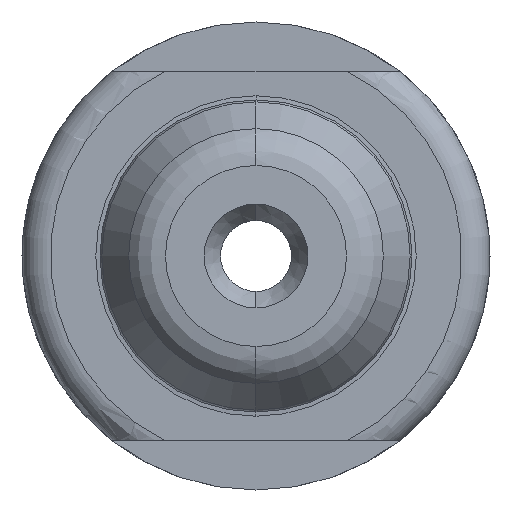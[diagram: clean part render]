
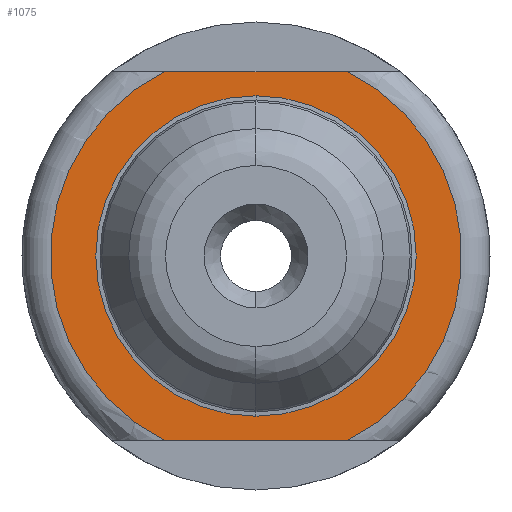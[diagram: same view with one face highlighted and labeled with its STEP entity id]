
A CAD part, left-side view. The second image highlights one B-rep face of the part: STEP entity #1075.
In plain terms, the highlighted planar face has unit normal (-1, 0, 0).
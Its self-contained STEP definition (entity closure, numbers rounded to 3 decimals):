
#20 = EDGE_CURVE ( 'NONE', #3147, #1356, #3180, .T. ) ;
#25 = ORIENTED_EDGE ( 'NONE', *, *, #20, .F. ) ;
#154 = EDGE_LOOP ( 'NONE', ( #3164, #1303, #2705, #2437 ) ) ;
#306 = DIRECTION ( 'NONE',  ( -1., 0., 0. ) ) ;
#365 = DIRECTION ( 'NONE',  ( 0., 0., -1. ) ) ;
#463 = AXIS2_PLACEMENT_3D ( 'NONE', #3155, #3193, #365 ) ;
#530 = AXIS2_PLACEMENT_3D ( 'NONE', #1252, #876, #3995 ) ;
#636 = LINE ( 'NONE', #2788, #3191 ) ;
#652 = CIRCLE ( 'NONE', #530, 7.25 ) ;
#681 = FACE_OUTER_BOUND ( 'NONE', #154, .T. ) ;
#726 = VERTEX_POINT ( 'NONE', #2116 ) ;
#826 = EDGE_CURVE ( 'NONE', #2554, #1778, #652, .T. ) ;
#876 = DIRECTION ( 'NONE',  ( -1., 0., 0. ) ) ;
#985 = AXIS2_PLACEMENT_3D ( 'NONE', #3440, #306, #2728 ) ;
#1075 = ADVANCED_FACE ( 'NONE', ( #2255, #681 ), #3466, .F. ) ;
#1151 = DIRECTION ( 'NONE',  ( -1., 0., 0. ) ) ;
#1252 = CARTESIAN_POINT ( 'NONE',  ( 18., 0., 0. ) ) ;
#1268 = DIRECTION ( 'NONE',  ( 0., 1., 0. ) ) ;
#1303 = ORIENTED_EDGE ( 'NONE', *, *, #1408, .T. ) ;
#1330 = CARTESIAN_POINT ( 'NONE',  ( 18., 10., -6.5 ) ) ;
#1356 = VERTEX_POINT ( 'NONE', #3361 ) ;
#1408 = EDGE_CURVE ( 'NONE', #3401, #726, #1450, .T. ) ;
#1428 = EDGE_CURVE ( 'NONE', #1778, #3401, #636, .T. ) ;
#1450 = CIRCLE ( 'NONE', #985, 7.25 ) ;
#1515 = CARTESIAN_POINT ( 'NONE',  ( 18., 0., 0. ) ) ;
#1656 = CARTESIAN_POINT ( 'NONE',  ( 18., 0., -5.65 ) ) ;
#1684 = LINE ( 'NONE', #1330, #2527 ) ;
#1754 = DIRECTION ( 'NONE',  ( 0., 0., 1. ) ) ;
#1778 = VERTEX_POINT ( 'NONE', #1872 ) ;
#1811 = AXIS2_PLACEMENT_3D ( 'NONE', #2288, #2899, #2206 ) ;
#1872 = CARTESIAN_POINT ( 'NONE',  ( 18., -3.211, 6.5 ) ) ;
#2116 = CARTESIAN_POINT ( 'NONE',  ( 18., 3.211, -6.5 ) ) ;
#2206 = DIRECTION ( 'NONE',  ( 0., 0., 1. ) ) ;
#2255 = FACE_BOUND ( 'NONE', #2558, .T. ) ;
#2288 = CARTESIAN_POINT ( 'NONE',  ( 18., 0., 0. ) ) ;
#2437 = ORIENTED_EDGE ( 'NONE', *, *, #826, .T. ) ;
#2527 = VECTOR ( 'NONE', #2606, 1000. ) ;
#2554 = VERTEX_POINT ( 'NONE', #3563 ) ;
#2558 = EDGE_LOOP ( 'NONE', ( #2619, #25 ) ) ;
#2606 = DIRECTION ( 'NONE',  ( 0., -1., 0. ) ) ;
#2619 = ORIENTED_EDGE ( 'NONE', *, *, #3864, .F. ) ;
#2698 = CARTESIAN_POINT ( 'NONE',  ( 18., 3.211, 6.5 ) ) ;
#2705 = ORIENTED_EDGE ( 'NONE', *, *, #3571, .T. ) ;
#2728 = DIRECTION ( 'NONE',  ( 0., 0., -1. ) ) ;
#2788 = CARTESIAN_POINT ( 'NONE',  ( 18., 10., 6.5 ) ) ;
#2899 = DIRECTION ( 'NONE',  ( -1., 0., 0. ) ) ;
#3147 = VERTEX_POINT ( 'NONE', #1656 ) ;
#3155 = CARTESIAN_POINT ( 'NONE',  ( 18., 5.65, 0. ) ) ;
#3164 = ORIENTED_EDGE ( 'NONE', *, *, #1428, .T. ) ;
#3180 = CIRCLE ( 'NONE', #1811, 5.65 ) ;
#3191 = VECTOR ( 'NONE', #1268, 1000. ) ;
#3193 = DIRECTION ( 'NONE',  ( 1., 0., 0. ) ) ;
#3361 = CARTESIAN_POINT ( 'NONE',  ( 18., 0., 5.65 ) ) ;
#3401 = VERTEX_POINT ( 'NONE', #2698 ) ;
#3440 = CARTESIAN_POINT ( 'NONE',  ( 18., 0., 0. ) ) ;
#3466 = PLANE ( 'NONE',  #463 ) ;
#3511 = AXIS2_PLACEMENT_3D ( 'NONE', #1515, #1151, #1754 ) ;
#3563 = CARTESIAN_POINT ( 'NONE',  ( 18., -3.211, -6.5 ) ) ;
#3571 = EDGE_CURVE ( 'NONE', #726, #2554, #1684, .T. ) ;
#3706 = CIRCLE ( 'NONE', #3511, 5.65 ) ;
#3864 = EDGE_CURVE ( 'NONE', #1356, #3147, #3706, .T. ) ;
#3995 = DIRECTION ( 'NONE',  ( 0., 0., -1. ) ) ;
